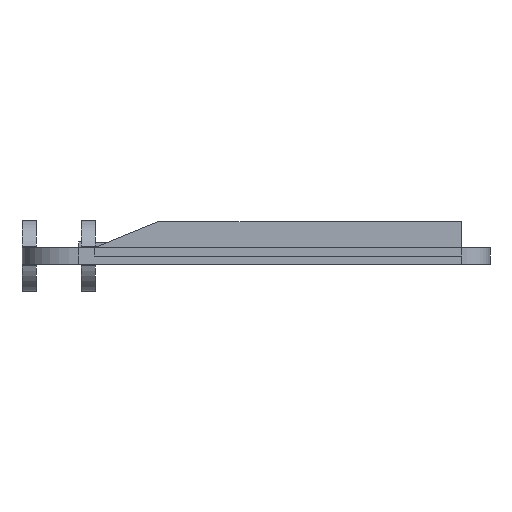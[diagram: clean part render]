
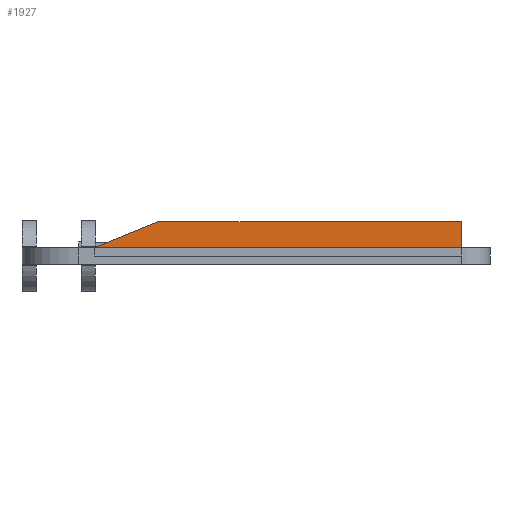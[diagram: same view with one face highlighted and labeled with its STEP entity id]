
A CAD part, left-side view. The second image highlights one B-rep face of the part: STEP entity #1927.
In plain terms, the highlighted planar face has unit normal (-1, 0, 0).
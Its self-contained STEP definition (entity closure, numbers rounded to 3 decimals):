
#121 = VERTEX_POINT('',#122);
#122 = CARTESIAN_POINT('',(-33.,11.45,0.58));
#409 = VERTEX_POINT('',#410);
#410 = CARTESIAN_POINT('',(-33.,-14.55,0.58));
#787 = EDGE_CURVE('',#121,#788,#790,.T.);
#788 = VERTEX_POINT('',#789);
#789 = CARTESIAN_POINT('',(-33.,-14.55,0.58));
#790 = LINE('',#791,#792);
#791 = CARTESIAN_POINT('',(-33.,12.55,0.58));
#792 = VECTOR('',#793,1.);
#793 = DIRECTION('',(0.,-1.,0.));
#1674 = VERTEX_POINT('',#1675);
#1675 = CARTESIAN_POINT('',(-33.,-14.55,2.42));
#1681 = EDGE_CURVE('',#409,#1674,#1682,.T.);
#1682 = LINE('',#1683,#1684);
#1683 = CARTESIAN_POINT('',(-33.,-14.55,0.));
#1684 = VECTOR('',#1685,1.);
#1685 = DIRECTION('',(0.,0.,1.));
#1722 = VERTEX_POINT('',#1723);
#1723 = CARTESIAN_POINT('',(-33.,6.95,2.42));
#1729 = EDGE_CURVE('',#121,#1722,#1730,.T.);
#1730 = LINE('',#1731,#1732);
#1731 = CARTESIAN_POINT('',(-33.,11.45,0.58));
#1732 = VECTOR('',#1733,1.);
#1733 = DIRECTION('',(0.,-0.926,0.378));
#1915 = EDGE_CURVE('',#788,#409,#1916,.T.);
#1916 = CIRCLE('',#1917,2.);
#1917 = AXIS2_PLACEMENT_3D('',#1918,#1919,#1920);
#1918 = CARTESIAN_POINT('',(-31.,-14.55,0.58));
#1919 = DIRECTION('',(0.,0.,1.));
#1920 = DIRECTION('',(1.,0.,0.));
#1927 = ADVANCED_FACE('',(#1928),#1940,.T.);
#1928 = FACE_BOUND('',#1929,.T.);
#1929 = EDGE_LOOP('',(#1930,#1931,#1932,#1933,#1939));
#1930 = ORIENTED_EDGE('',*,*,#787,.T.);
#1931 = ORIENTED_EDGE('',*,*,#1915,.T.);
#1932 = ORIENTED_EDGE('',*,*,#1681,.T.);
#1933 = ORIENTED_EDGE('',*,*,#1934,.T.);
#1934 = EDGE_CURVE('',#1674,#1722,#1935,.T.);
#1935 = LINE('',#1936,#1937);
#1936 = CARTESIAN_POINT('',(-33.,-14.55,2.42));
#1937 = VECTOR('',#1938,1.);
#1938 = DIRECTION('',(0.,1.,0.));
#1939 = ORIENTED_EDGE('',*,*,#1729,.F.);
#1940 = PLANE('',#1941);
#1941 = AXIS2_PLACEMENT_3D('',#1942,#1943,#1944);
#1942 = CARTESIAN_POINT('',(-33.,-14.55,0.));
#1943 = DIRECTION('',(-1.,0.,0.));
#1944 = DIRECTION('',(0.,1.,0.));
